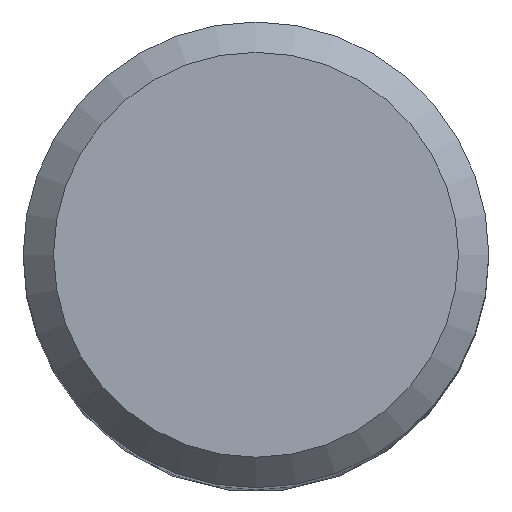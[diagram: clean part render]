
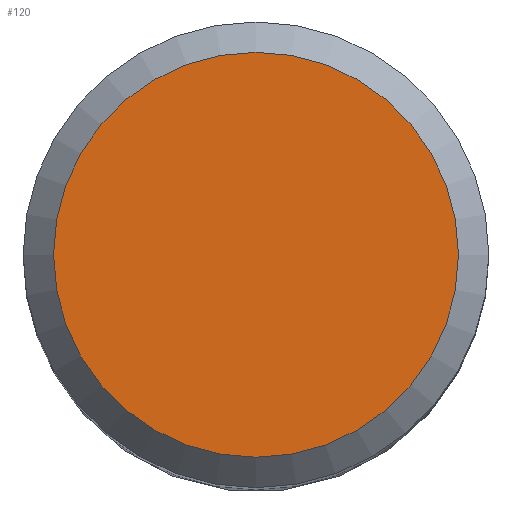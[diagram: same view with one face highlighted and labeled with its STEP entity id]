
A CAD part, top view. The second image highlights one B-rep face of the part: STEP entity #120.
In plain terms, the highlighted planar face has unit normal (0, 0, 1).
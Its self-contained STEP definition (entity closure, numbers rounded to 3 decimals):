
#111=PLANE('',#319);
#115=FACE_OUTER_BOUND('',#155,.T.);
#120=ADVANCED_FACE('',(#115),#111,.T.);
#155=EDGE_LOOP('',(#177));
#177=ORIENTED_EDGE('',*,*,#210,.T.);
#199=VERTEX_POINT('',#433);
#210=EDGE_CURVE('',#199,#199,#221,.T.);
#221=CIRCLE('',#318,13.998);
#318=AXIS2_PLACEMENT_3D('',#432,#362,#363);
#319=AXIS2_PLACEMENT_3D('',#434,#364,#365);
#362=DIRECTION('',(0.,0.,1.));
#363=DIRECTION('',(0.,1.,0.));
#364=DIRECTION('',(0.,0.,1.));
#365=DIRECTION('',(0.,1.,0.));
#432=CARTESIAN_POINT('',(0.,0.,0.));
#433=CARTESIAN_POINT('',(0.,13.997,0.));
#434=CARTESIAN_POINT('',(0.,0.,0.));
